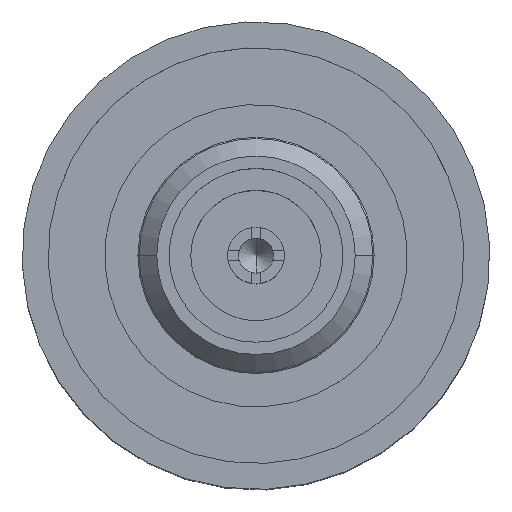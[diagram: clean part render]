
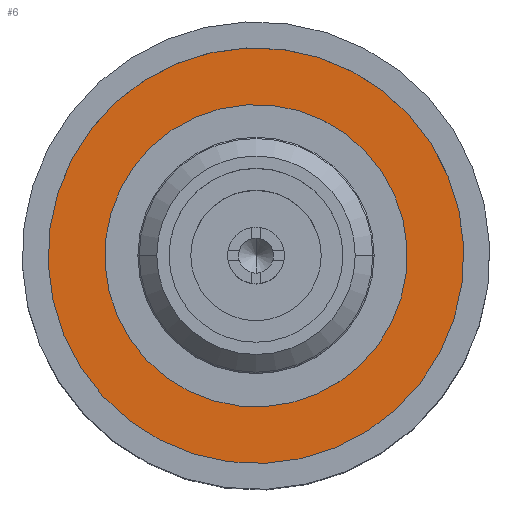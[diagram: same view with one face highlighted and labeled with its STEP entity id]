
A CAD part, top view. The second image highlights one B-rep face of the part: STEP entity #6.
In plain terms, the highlighted planar face has unit normal (0, 0, 1).
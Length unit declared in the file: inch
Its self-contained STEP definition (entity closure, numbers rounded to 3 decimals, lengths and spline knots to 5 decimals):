
#6 = ADVANCED_FACE ( 'NONE', ( #1326, #1334 ), #1322, .T. ) ;
#71 = DIRECTION ( 'NONE',  ( 1., 0., 0. ) ) ;
#75 = DIRECTION ( 'NONE',  ( 0., 0., 1. ) ) ;
#82 = EDGE_CURVE ( 'NONE', #371, #351, #2144, .T. ) ;
#87 = EDGE_CURVE ( 'NONE', #309, #307, #2163, .T. ) ;
#198 = ORIENTED_EDGE ( 'NONE', *, *, #82, .T. ) ;
#217 = CARTESIAN_POINT ( 'NONE',  ( 0.15518, 0.14219, 0.75265 ) ) ;
#285 = ORIENTED_EDGE ( 'NONE', *, *, #531, .F. ) ;
#307 = VERTEX_POINT ( 'NONE', #1176 ) ;
#309 = VERTEX_POINT ( 'NONE', #1116 ) ;
#323 = ORIENTED_EDGE ( 'NONE', *, *, #3039, .T. ) ;
#351 = VERTEX_POINT ( 'NONE', #1238 ) ;
#371 = VERTEX_POINT ( 'NONE', #2081 ) ;
#418 = ORIENTED_EDGE ( 'NONE', *, *, #87, .F. ) ;
#437 = CIRCLE ( 'NONE', #460, 0.22 ) ;
#460 = AXIS2_PLACEMENT_3D ( 'NONE', #1769, #1770, #1771 ) ;
#531 = EDGE_CURVE ( 'NONE', #307, #309, #2818, .T. ) ;
#656 = EDGE_LOOP ( 'NONE', ( #285, #418 ) ) ;
#1116 = CARTESIAN_POINT ( 'NONE',  ( 0.31422, 0.12474, 0.75265 ) ) ;
#1176 = CARTESIAN_POINT ( 'NONE',  ( -0.00387, 0.15964, 0.75265 ) ) ;
#1238 = CARTESIAN_POINT ( 'NONE',  ( 0.3584, 0.22646, 0.75265 ) ) ;
#1318 = CARTESIAN_POINT ( 'NONE',  ( 0.15518, 0.14219, 0.75265 ) ) ;
#1320 = DIRECTION ( 'NONE',  ( 0., 0., 1. ) ) ;
#1322 = PLANE ( 'NONE',  #2152 ) ;
#1326 = FACE_OUTER_BOUND ( 'NONE', #2101, .T. ) ;
#1327 = DIRECTION ( 'NONE',  ( 0.924, 0.383, 0. ) ) ;
#1334 = FACE_BOUND ( 'NONE', #656, .T. ) ;
#1344 = DIRECTION ( 'NONE',  ( 0., 0., 1. ) ) ;
#1348 = CARTESIAN_POINT ( 'NONE',  ( 0.15518, 0.14219, 0.75265 ) ) ;
#1419 = DIRECTION ( 'NONE',  ( 0.924, 0.383, 0. ) ) ;
#1769 = CARTESIAN_POINT ( 'NONE',  ( 0.15518, 0.14219, 0.75265 ) ) ;
#1770 = DIRECTION ( 'NONE',  ( 0., 0., 1. ) ) ;
#1771 = DIRECTION ( 'NONE',  ( 0.924, 0.383, 0. ) ) ;
#2081 = CARTESIAN_POINT ( 'NONE',  ( -0.04804, 0.05792, 0.75265 ) ) ;
#2101 = EDGE_LOOP ( 'NONE', ( #323, #198 ) ) ;
#2144 = CIRCLE ( 'NONE', #2161, 0.22 ) ;
#2152 = AXIS2_PLACEMENT_3D ( 'NONE', #1318, #1320, #1327 ) ;
#2154 = AXIS2_PLACEMENT_3D ( 'NONE', #217, #75, #71 ) ;
#2161 = AXIS2_PLACEMENT_3D ( 'NONE', #1348, #1344, #1419 ) ;
#2163 = CIRCLE ( 'NONE', #2154, 0.16 ) ;
#2337 = CARTESIAN_POINT ( 'NONE',  ( 0.15518, 0.14219, 0.75265 ) ) ;
#2338 = DIRECTION ( 'NONE',  ( 0., 0., 1. ) ) ;
#2339 = DIRECTION ( 'NONE',  ( 1., 0., 0. ) ) ;
#2818 = CIRCLE ( 'NONE', #2996, 0.16 ) ;
#2996 = AXIS2_PLACEMENT_3D ( 'NONE', #2337, #2338, #2339 ) ;
#3039 = EDGE_CURVE ( 'NONE', #351, #371, #437, .T. ) ;
